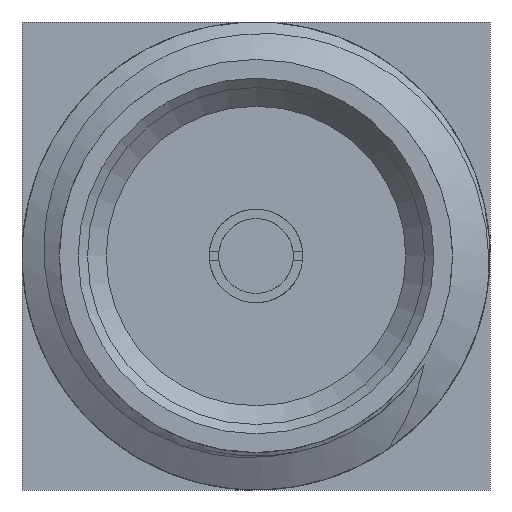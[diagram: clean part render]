
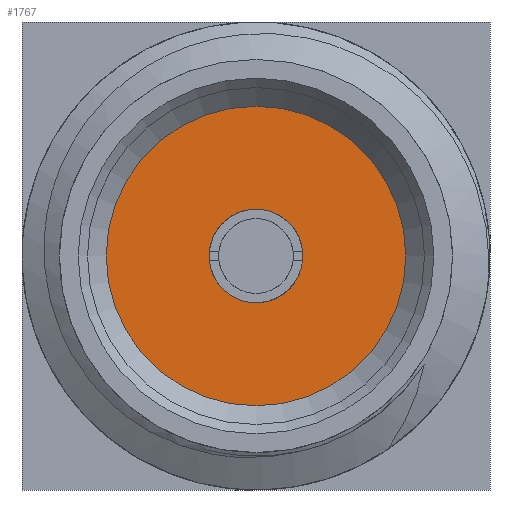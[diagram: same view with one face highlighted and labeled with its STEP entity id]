
A CAD part, left-side view. The second image highlights one B-rep face of the part: STEP entity #1767.
In plain terms, the highlighted planar face has unit normal (-1, 0, 0).
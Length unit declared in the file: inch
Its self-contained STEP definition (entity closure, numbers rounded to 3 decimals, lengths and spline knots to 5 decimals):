
#4 = EDGE_CURVE ( 'NONE', #2714, #2714, #2463, .T. ) ;
#286 = CARTESIAN_POINT ( 'NONE',  ( 0.08, 0., 0. ) ) ;
#431 = ORIENTED_EDGE ( 'NONE', *, *, #975, .T. ) ;
#657 = VERTEX_POINT ( 'NONE', #1321 ) ;
#745 = DIRECTION ( 'NONE',  ( -1., 0., 0. ) ) ;
#919 = FACE_OUTER_BOUND ( 'NONE', #2256, .T. ) ;
#947 = FACE_BOUND ( 'NONE', #1260, .T. ) ;
#975 = EDGE_CURVE ( 'NONE', #657, #657, #1928, .T. ) ;
#1117 = AXIS2_PLACEMENT_3D ( 'NONE', #2515, #2945, #1794 ) ;
#1121 = AXIS2_PLACEMENT_3D ( 'NONE', #286, #2735, #1414 ) ;
#1260 = EDGE_LOOP ( 'NONE', ( #1314 ) ) ;
#1314 = ORIENTED_EDGE ( 'NONE', *, *, #4, .F. ) ;
#1321 = CARTESIAN_POINT ( 'NONE',  ( 0.08, 0., 0.08 ) ) ;
#1392 = CARTESIAN_POINT ( 'NONE',  ( 0.08, 0., 0. ) ) ;
#1414 = DIRECTION ( 'NONE',  ( 0., 0., 1. ) ) ;
#1645 = AXIS2_PLACEMENT_3D ( 'NONE', #1392, #745, #2116 ) ;
#1743 = CARTESIAN_POINT ( 'NONE',  ( 0.08, 0., 0.025 ) ) ;
#1767 = ADVANCED_FACE ( 'NONE', ( #947, #919 ), #1822, .T. ) ;
#1794 = DIRECTION ( 'NONE',  ( 0., 0., 1. ) ) ;
#1822 = PLANE ( 'NONE',  #1121 ) ;
#1928 = CIRCLE ( 'NONE', #1117, 0.08 ) ;
#2116 = DIRECTION ( 'NONE',  ( 0., 0., 1. ) ) ;
#2256 = EDGE_LOOP ( 'NONE', ( #431 ) ) ;
#2463 = CIRCLE ( 'NONE', #1645, 0.025 ) ;
#2515 = CARTESIAN_POINT ( 'NONE',  ( 0.08, 0., 0. ) ) ;
#2714 = VERTEX_POINT ( 'NONE', #1743 ) ;
#2735 = DIRECTION ( 'NONE',  ( -1., 0., 0. ) ) ;
#2945 = DIRECTION ( 'NONE',  ( -1., 0., 0. ) ) ;
